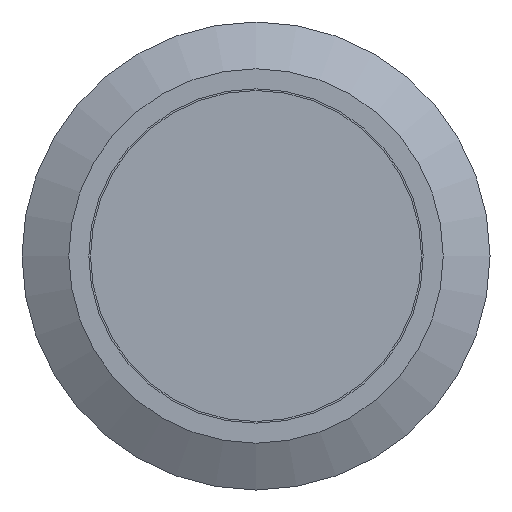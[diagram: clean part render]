
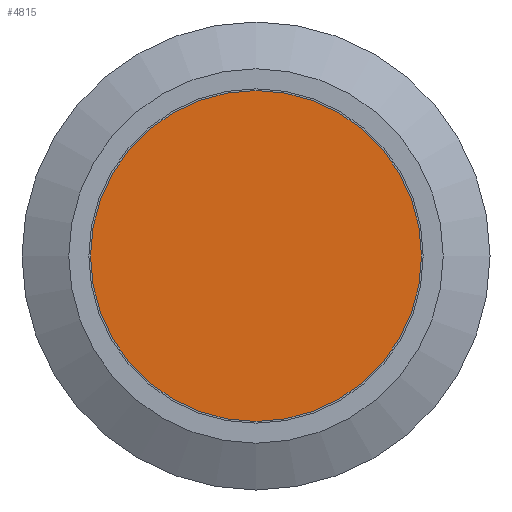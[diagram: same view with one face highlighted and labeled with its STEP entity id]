
A CAD part, left-side view. The second image highlights one B-rep face of the part: STEP entity #4815.
In plain terms, the highlighted planar face has unit normal (-1, 0, 0).
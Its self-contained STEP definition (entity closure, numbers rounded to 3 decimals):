
#240=CIRCLE('',#5229,9.9);
#516=FACE_OUTER_BOUND('',#801,.T.);
#801=EDGE_LOOP('',(#4247));
#2280=VERTEX_POINT('',#7925);
#2947=EDGE_CURVE('',#2280,#2280,#240,.T.);
#4247=ORIENTED_EDGE('',*,*,#2947,.T.);
#4557=PLANE('',#5228);
#4815=ADVANCED_FACE('',(#516),#4557,.F.);
#5228=AXIS2_PLACEMENT_3D('',#7924,#6525,#6526);
#5229=AXIS2_PLACEMENT_3D('',#7926,#6527,#6528);
#6525=DIRECTION('center_axis',(1.,0.,0.));
#6526=DIRECTION('ref_axis',(0.,0.,1.));
#6527=DIRECTION('center_axis',(-1.,0.,0.));
#6528=DIRECTION('ref_axis',(0.,0.,1.));
#7924=CARTESIAN_POINT('Origin',(-2.,0.,0.));
#7925=CARTESIAN_POINT('',(-2.,0.,9.9));
#7926=CARTESIAN_POINT('Origin',(-2.,0.,0.));
